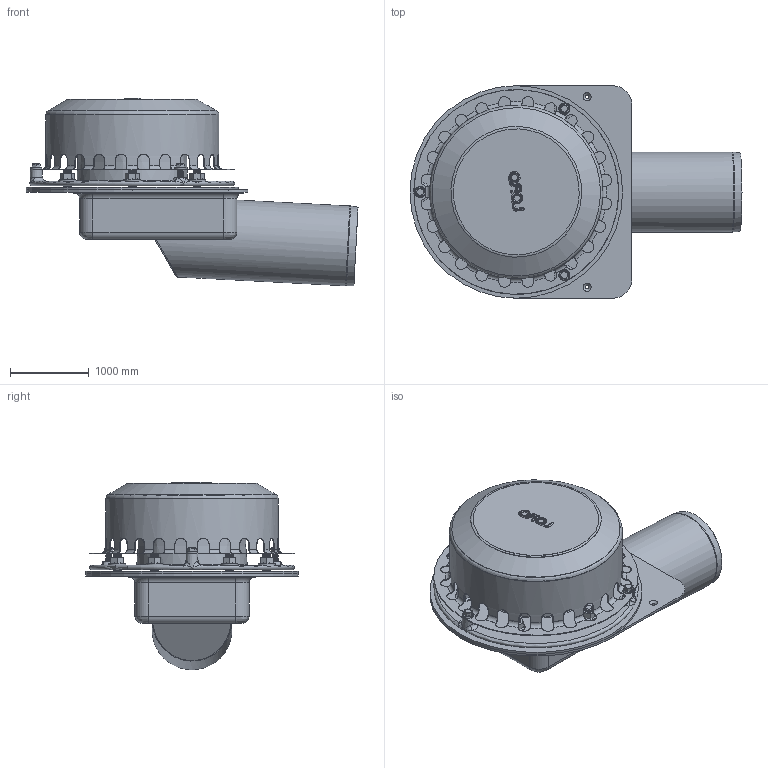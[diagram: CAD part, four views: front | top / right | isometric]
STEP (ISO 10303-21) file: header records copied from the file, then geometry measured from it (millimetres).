
FILE_DESCRIPTION(/* description */ (''),/* implementation_level */ '2;1');
FILE_NAME(/* name */ '01393.100X_3D.stp',/* time_stamp */ '2024-12-11T13:28:50+01:00',/* author */ ('CAD'),/* organization */ (''),/* preprocessor_version */ 'ST-DEVELOPER v20',/* originating_system */ 'AutoCAD Mechanical',/* authorisation */ '');
FILE_SCHEMA (('AUTOMOTIVE_DESIGN { 1 0 10303 214 3 1 1 }'));
Length unit declared in the file: centimetre
Products named in the file (11): Product; *S0; *U2; *U1; *U1_1; *U1_2; *U1_3; *U1_4; *U1_5; *U4; *U3
Assembly tree (12 placements, depth 3):
  Product
    *S0
    *U2
      *U1
      *U1_1
      *U1_2
      *U1_3
      *U1_4
      *U1_5
    *U4
      *U3  x3
Bounding box: 4217.43 x 2700 x 2384.39 mm (x, y, z)
Volume: 914229656.3 mm3; surface area: 78991138.9 mm2
Topology: 24 solids, 24 shells, 1100 faces, 2671 edges, 1600 vertices
Faces by surface type: cone 428, cylinder 280, plane 258, torus 111, bspline 20, sphere 3
Full cylindrical faces by diameter (mm): 70 x12, 80 x21, 83.76 x6, 100 x90, 105 x2, 160 x12, 992 x1, 1016 x1, 1220 x1, 1300 x1, 2180 x1, 2200 x1, 2600 x1, 2700 x1
Entity records: 34878 total; most frequent: CARTESIAN_POINT 10893, DIRECTION 5164, ORIENTED_EDGE 4950, EDGE_CURVE 2475, AXIS2_PLACEMENT_3D 2096, VERTEX_POINT 1492, EDGE_LOOP 1113, CIRCLE 1037
